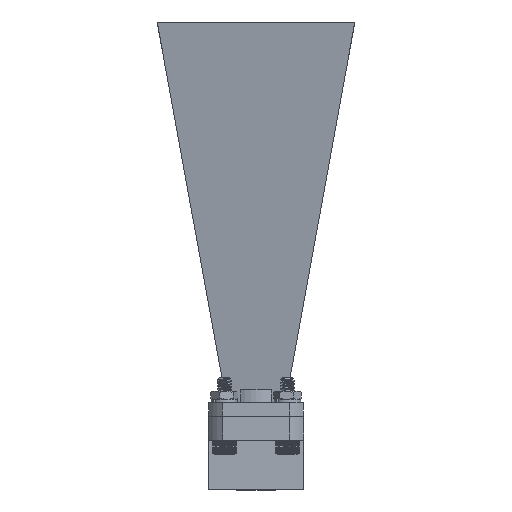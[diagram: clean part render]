
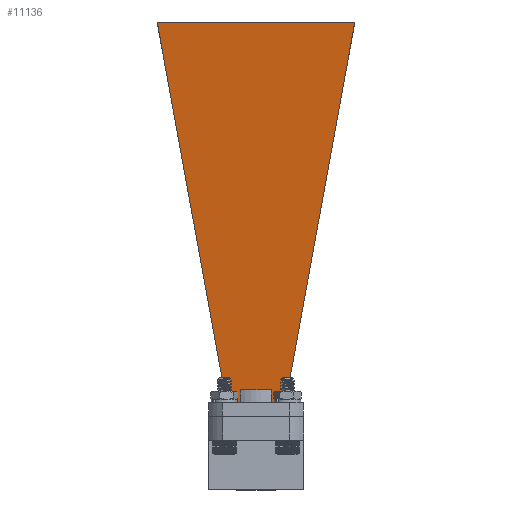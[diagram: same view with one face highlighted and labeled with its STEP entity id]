
A CAD part, front view. The second image highlights one B-rep face of the part: STEP entity #11136.
In plain terms, the highlighted face is planar.
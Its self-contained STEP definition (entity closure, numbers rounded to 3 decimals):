
#24 = CARTESIAN_POINT ( 'NONE',  ( 3.099, 5.334, 3.742 ) ) ;
#50 = EDGE_CURVE ( 'NONE', #4892, #5513, #18520, .T. ) ;
#179 = LINE ( 'NONE', #10401, #21743 ) ;
#231 = VERTEX_POINT ( 'NONE', #19970 ) ;
#287 = ORIENTED_EDGE ( 'NONE', *, *, #9018, .F. ) ;
#1962 = CARTESIAN_POINT ( 'NONE',  ( 3.099, 2.794, 3.375 ) ) ;
#2159 = EDGE_CURVE ( 'NONE', #6782, #4892, #6389, .T. ) ;
#2200 = CARTESIAN_POINT ( 'NONE',  ( -5.933, 2.794, 3.375 ) ) ;
#2241 = DIRECTION ( 'NONE',  ( 0., 0.143, -0.99 ) ) ;
#2345 = VECTOR ( 'NONE', #16379, 1000. ) ;
#2383 = EDGE_CURVE ( 'NONE', #16343, #20423, #11249, .T. ) ;
#3045 = ORIENTED_EDGE ( 'NONE', *, *, #2159, .F. ) ;
#3085 = DIRECTION ( 'NONE',  ( -1., 0., 0. ) ) ;
#3413 = EDGE_CURVE ( 'NONE', #13494, #20423, #14918, .T. ) ;
#4269 = EDGE_CURVE ( 'NONE', #12928, #5513, #179, .T. ) ;
#4892 = VERTEX_POINT ( 'NONE', #12492 ) ;
#5497 = CARTESIAN_POINT ( 'NONE',  ( 19.828, 79.056, 14.402 ) ) ;
#5513 = VERTEX_POINT ( 'NONE', #1962 ) ;
#5810 = DIRECTION ( 'NONE',  ( -1., 0., 0. ) ) ;
#6099 = ORIENTED_EDGE ( 'NONE', *, *, #4269, .T. ) ;
#6334 = CARTESIAN_POINT ( 'NONE',  ( -22.07, 91.362, 16.181 ) ) ;
#6389 = LINE ( 'NONE', #18360, #20577 ) ;
#6456 = VECTOR ( 'NONE', #5810, 1000. ) ;
#6702 = LINE ( 'NONE', #12250, #19065 ) ;
#6755 = VECTOR ( 'NONE', #14936, 1000. ) ;
#6782 = VERTEX_POINT ( 'NONE', #5497 ) ;
#6852 = ORIENTED_EDGE ( 'NONE', *, *, #12098, .T. ) ;
#7203 = PLANE ( 'NONE',  #7796 ) ;
#7796 = AXIS2_PLACEMENT_3D ( 'NONE', #8964, #2241, #18754 ) ;
#8197 = DIRECTION ( 'NONE',  ( -0.177, -0.974, -0.141 ) ) ;
#8800 = LINE ( 'NONE', #9167, #6456 ) ;
#8936 = DIRECTION ( 'NONE',  ( -1., 0., 0. ) ) ;
#8964 = CARTESIAN_POINT ( 'NONE',  ( 91.025, 79.056, 14.402 ) ) ;
#9018 = EDGE_CURVE ( 'NONE', #12928, #231, #8800, .T. ) ;
#9167 = CARTESIAN_POINT ( 'NONE',  ( 14.134, 5.334, 3.742 ) ) ;
#10401 = CARTESIAN_POINT ( 'NONE',  ( 3.099, 2.309, 3.305 ) ) ;
#10740 = ORIENTED_EDGE ( 'NONE', *, *, #12062, .T. ) ;
#11136 = ADVANCED_FACE ( 'NONE', ( #19082 ), #7203, .F. ) ;
#11249 = LINE ( 'NONE', #6334, #2345 ) ;
#11923 = DIRECTION ( 'NONE',  ( 0., -0.99, -0.143 ) ) ;
#12062 = EDGE_CURVE ( 'NONE', #6782, #16343, #17761, .T. ) ;
#12098 = EDGE_CURVE ( 'NONE', #13494, #231, #6702, .T. ) ;
#12250 = CARTESIAN_POINT ( 'NONE',  ( -3.099, 2.309, 3.305 ) ) ;
#12492 = CARTESIAN_POINT ( 'NONE',  ( 5.933, 2.794, 3.375 ) ) ;
#12928 = VERTEX_POINT ( 'NONE', #24 ) ;
#13494 = VERTEX_POINT ( 'NONE', #19339 ) ;
#13943 = CARTESIAN_POINT ( 'NONE',  ( 91.025, 79.056, 14.402 ) ) ;
#14042 = VECTOR ( 'NONE', #3085, 1000. ) ;
#14860 = VECTOR ( 'NONE', #8936, 1000. ) ;
#14918 = LINE ( 'NONE', #19943, #6755 ) ;
#14936 = DIRECTION ( 'NONE',  ( -1., 0., 0. ) ) ;
#15251 = ORIENTED_EDGE ( 'NONE', *, *, #50, .F. ) ;
#16343 = VERTEX_POINT ( 'NONE', #17075 ) ;
#16379 = DIRECTION ( 'NONE',  ( 0.177, -0.974, -0.141 ) ) ;
#17075 = CARTESIAN_POINT ( 'NONE',  ( -19.828, 79.056, 14.402 ) ) ;
#17252 = DIRECTION ( 'NONE',  ( 0., 0.99, 0.143 ) ) ;
#17331 = EDGE_LOOP ( 'NONE', ( #6099, #15251, #3045, #10740, #20283, #20512, #6852, #287 ) ) ;
#17761 = LINE ( 'NONE', #13943, #14860 ) ;
#18278 = CARTESIAN_POINT ( 'NONE',  ( 91.025, 2.794, 3.375 ) ) ;
#18360 = CARTESIAN_POINT ( 'NONE',  ( 22.07, 91.362, 16.181 ) ) ;
#18520 = LINE ( 'NONE', #18278, #14042 ) ;
#18754 = DIRECTION ( 'NONE',  ( 0., 0.99, 0.143 ) ) ;
#19065 = VECTOR ( 'NONE', #17252, 1000. ) ;
#19082 = FACE_OUTER_BOUND ( 'NONE', #17331, .T. ) ;
#19339 = CARTESIAN_POINT ( 'NONE',  ( -3.099, 2.794, 3.375 ) ) ;
#19943 = CARTESIAN_POINT ( 'NONE',  ( 91.025, 2.794, 3.375 ) ) ;
#19970 = CARTESIAN_POINT ( 'NONE',  ( -3.099, 5.334, 3.742 ) ) ;
#20283 = ORIENTED_EDGE ( 'NONE', *, *, #2383, .T. ) ;
#20423 = VERTEX_POINT ( 'NONE', #2200 ) ;
#20512 = ORIENTED_EDGE ( 'NONE', *, *, #3413, .F. ) ;
#20577 = VECTOR ( 'NONE', #8197, 1000. ) ;
#21743 = VECTOR ( 'NONE', #11923, 1000. ) ;
